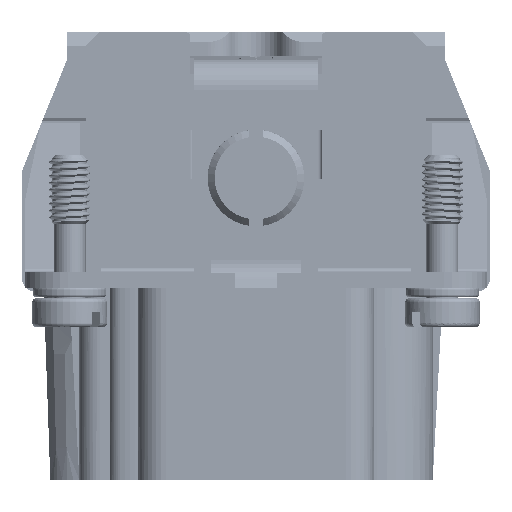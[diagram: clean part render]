
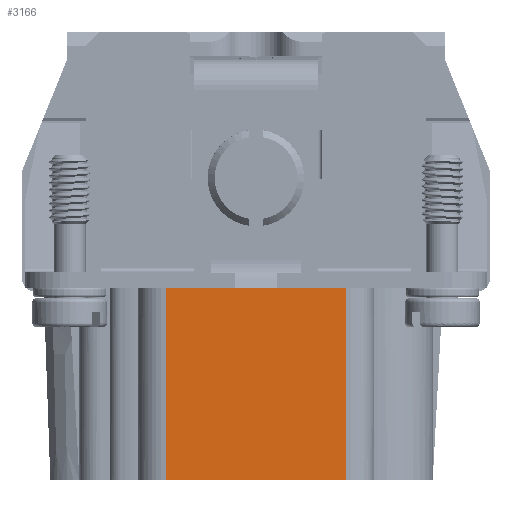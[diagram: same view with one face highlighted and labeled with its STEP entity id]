
A CAD part, left-side view. The second image highlights one B-rep face of the part: STEP entity #3166.
In plain terms, the highlighted planar face has unit normal (-1, 0, 0).
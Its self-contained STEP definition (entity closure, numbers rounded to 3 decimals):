
#3166=ADVANCED_FACE('',(#5930),#4859,.T.);
#4859=PLANE('',#34743);
#5930=FACE_OUTER_BOUND('',#7582,.T.);
#7582=EDGE_LOOP('',(#12627,#12628,#12629,#12630));
#12627=ORIENTED_EDGE('',*,*,#25064,.T.);
#12628=ORIENTED_EDGE('',*,*,#23723,.F.);
#12629=ORIENTED_EDGE('',*,*,#25066,.F.);
#12630=ORIENTED_EDGE('',*,*,#25067,.F.);
#20370=VERTEX_POINT('',#45406);
#20371=VERTEX_POINT('',#45408);
#21315=VERTEX_POINT('',#49017);
#21316=VERTEX_POINT('',#49021);
#23723=EDGE_CURVE('',#20370,#20371,#28731,.T.);
#25064=EDGE_CURVE('',#21315,#20371,#29744,.T.);
#25066=EDGE_CURVE('',#21316,#20370,#29745,.T.);
#25067=EDGE_CURVE('',#21315,#21316,#29746,.T.);
#28731=LINE('',#45407,#31416);
#29744=LINE('',#49016,#32429);
#29745=LINE('',#49020,#32430);
#29746=LINE('',#49022,#32431);
#31416=VECTOR('',#36976,1.);
#32429=VECTOR('',#39349,1.);
#32430=VECTOR('',#39354,1.);
#32431=VECTOR('',#39355,1.);
#34743=AXIS2_PLACEMENT_3D('',#49023,#39356,#39357);
#36976=DIRECTION('',(0.,-1.,0.));
#39349=DIRECTION('',(0.,0.,1.));
#39354=DIRECTION('',(0.,0.,1.));
#39355=DIRECTION('',(0.,1.,0.));
#39356=DIRECTION('',(-1.,0.,0.));
#39357=DIRECTION('',(0.,0.,1.));
#45406=CARTESIAN_POINT('',(-25.5,6.55,35.));
#45407=CARTESIAN_POINT('',(-25.5,0.,35.));
#45408=CARTESIAN_POINT('',(-25.5,-6.55,35.));
#49016=CARTESIAN_POINT('',(-25.5,-6.55,21.35));
#49017=CARTESIAN_POINT('',(-25.5,-6.55,21.15));
#49020=CARTESIAN_POINT('',(-25.5,6.55,21.35));
#49021=CARTESIAN_POINT('',(-25.5,6.55,21.15));
#49022=CARTESIAN_POINT('',(-25.5,0.,21.15));
#49023=CARTESIAN_POINT('',(-25.5,-8.55,21.15));
